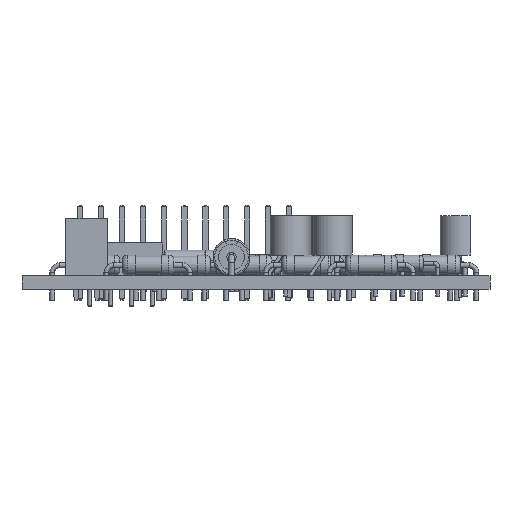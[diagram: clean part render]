
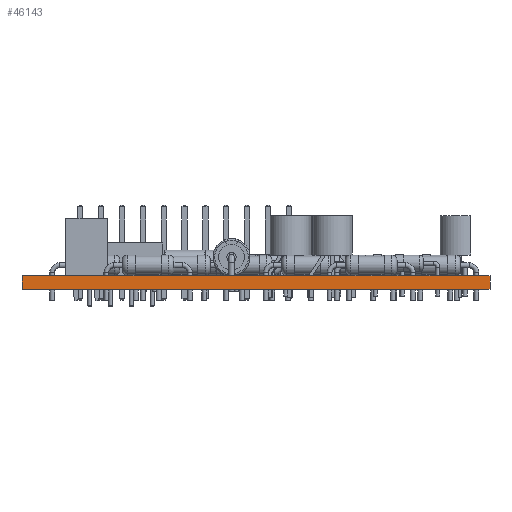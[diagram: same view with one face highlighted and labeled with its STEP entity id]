
A CAD part, left-side view. The second image highlights one B-rep face of the part: STEP entity #46143.
In plain terms, the highlighted planar face has unit normal (-1, 0, 0).
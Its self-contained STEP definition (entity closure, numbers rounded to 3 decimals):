
#39911 = PLANE('',#39912);
#39912 = AXIS2_PLACEMENT_3D('',#39913,#39914,#39915);
#39913 = CARTESIAN_POINT('',(-36.449,28.512,0.));
#39914 = DIRECTION('',(0.,1.,0.));
#39915 = DIRECTION('',(1.,0.,0.));
#39939 = PLANE('',#39940);
#39940 = AXIS2_PLACEMENT_3D('',#39941,#39942,#39943);
#39941 = CARTESIAN_POINT('',(-0.019,0.048,1.6)
  );
#39942 = DIRECTION('',(-0.,-0.,-1.));
#39943 = DIRECTION('',(-1.,0.,0.));
#39993 = PLANE('',#39994);
#39994 = AXIS2_PLACEMENT_3D('',#39995,#39996,#39997);
#39995 = CARTESIAN_POINT('',(-0.019,0.048,0.)
  );
#39996 = DIRECTION('',(-0.,-0.,-1.));
#39997 = DIRECTION('',(-1.,0.,0.));
#40008 = EDGE_CURVE('',#40009,#40011,#40013,.T.);
#40009 = VERTEX_POINT('',#40010);
#40010 = CARTESIAN_POINT('',(-36.449,28.512,0.));
#40011 = VERTEX_POINT('',#40012);
#40012 = CARTESIAN_POINT('',(-36.449,28.512,1.6));
#40013 = SURFACE_CURVE('',#40014,(#40018,#40025),.PCURVE_S1.);
#40014 = LINE('',#40015,#40016);
#40015 = CARTESIAN_POINT('',(-36.449,28.512,0.));
#40016 = VECTOR('',#40017,1.);
#40017 = DIRECTION('',(0.,0.,1.));
#40018 = PCURVE('',#39911,#40019);
#40019 = DEFINITIONAL_REPRESENTATION('',(#40020),#40024);
#40020 = LINE('',#40021,#40022);
#40021 = CARTESIAN_POINT('',(0.,0.));
#40022 = VECTOR('',#40023,1.);
#40023 = DIRECTION('',(0.,-1.));
#40024 = ( GEOMETRIC_REPRESENTATION_CONTEXT(2) 
PARAMETRIC_REPRESENTATION_CONTEXT() REPRESENTATION_CONTEXT('2D SPACE',''
  ) );
#40025 = PCURVE('',#40026,#40031);
#40026 = PLANE('',#40027);
#40027 = AXIS2_PLACEMENT_3D('',#40028,#40029,#40030);
#40028 = CARTESIAN_POINT('',(-36.449,-28.512,0.));
#40029 = DIRECTION('',(-1.,0.,0.));
#40030 = DIRECTION('',(0.,1.,0.));
#40031 = DEFINITIONAL_REPRESENTATION('',(#40032),#40036);
#40032 = LINE('',#40033,#40034);
#40033 = CARTESIAN_POINT('',(57.023,0.));
#40034 = VECTOR('',#40035,1.);
#40035 = DIRECTION('',(0.,-1.));
#40036 = ( GEOMETRIC_REPRESENTATION_CONTEXT(2) 
PARAMETRIC_REPRESENTATION_CONTEXT() REPRESENTATION_CONTEXT('2D SPACE',''
  ) );
#40214 = VERTEX_POINT('',#40215);
#40215 = CARTESIAN_POINT('',(-36.449,-28.512,0.));
#40229 = PLANE('',#40230);
#40230 = AXIS2_PLACEMENT_3D('',#40231,#40232,#40233);
#40231 = CARTESIAN_POINT('',(-35.56,-28.385,0.));
#40232 = DIRECTION('',(0.141,-0.99,0.));
#40233 = DIRECTION('',(-0.99,-0.141,0.));
#40241 = EDGE_CURVE('',#40214,#40009,#40242,.T.);
#40242 = SURFACE_CURVE('',#40243,(#40247,#40254),.PCURVE_S1.);
#40243 = LINE('',#40244,#40245);
#40244 = CARTESIAN_POINT('',(-36.449,-28.512,0.));
#40245 = VECTOR('',#40246,1.);
#40246 = DIRECTION('',(0.,1.,0.));
#40247 = PCURVE('',#39993,#40248);
#40248 = DEFINITIONAL_REPRESENTATION('',(#40249),#40253);
#40249 = LINE('',#40250,#40251);
#40250 = CARTESIAN_POINT('',(36.43,-28.56));
#40251 = VECTOR('',#40252,1.);
#40252 = DIRECTION('',(0.,1.));
#40253 = ( GEOMETRIC_REPRESENTATION_CONTEXT(2) 
PARAMETRIC_REPRESENTATION_CONTEXT() REPRESENTATION_CONTEXT('2D SPACE',''
  ) );
#40254 = PCURVE('',#40026,#40255);
#40255 = DEFINITIONAL_REPRESENTATION('',(#40256),#40260);
#40256 = LINE('',#40257,#40258);
#40257 = CARTESIAN_POINT('',(0.,0.));
#40258 = VECTOR('',#40259,1.);
#40259 = DIRECTION('',(1.,0.));
#40260 = ( GEOMETRIC_REPRESENTATION_CONTEXT(2) 
PARAMETRIC_REPRESENTATION_CONTEXT() REPRESENTATION_CONTEXT('2D SPACE',''
  ) );
#43430 = VERTEX_POINT('',#43431);
#43431 = CARTESIAN_POINT('',(-36.449,-28.512,1.6));
#43452 = EDGE_CURVE('',#43430,#40011,#43453,.T.);
#43453 = SURFACE_CURVE('',#43454,(#43458,#43465),.PCURVE_S1.);
#43454 = LINE('',#43455,#43456);
#43455 = CARTESIAN_POINT('',(-36.449,-28.512,1.6));
#43456 = VECTOR('',#43457,1.);
#43457 = DIRECTION('',(0.,1.,0.));
#43458 = PCURVE('',#39939,#43459);
#43459 = DEFINITIONAL_REPRESENTATION('',(#43460),#43464);
#43460 = LINE('',#43461,#43462);
#43461 = CARTESIAN_POINT('',(36.43,-28.56));
#43462 = VECTOR('',#43463,1.);
#43463 = DIRECTION('',(0.,1.));
#43464 = ( GEOMETRIC_REPRESENTATION_CONTEXT(2) 
PARAMETRIC_REPRESENTATION_CONTEXT() REPRESENTATION_CONTEXT('2D SPACE',''
  ) );
#43465 = PCURVE('',#40026,#43466);
#43466 = DEFINITIONAL_REPRESENTATION('',(#43467),#43471);
#43467 = LINE('',#43468,#43469);
#43468 = CARTESIAN_POINT('',(0.,-1.6));
#43469 = VECTOR('',#43470,1.);
#43470 = DIRECTION('',(1.,0.));
#43471 = ( GEOMETRIC_REPRESENTATION_CONTEXT(2) 
PARAMETRIC_REPRESENTATION_CONTEXT() REPRESENTATION_CONTEXT('2D SPACE',''
  ) );
#46143 = ADVANCED_FACE('',(#46144),#40026,.T.);
#46144 = FACE_BOUND('',#46145,.T.);
#46145 = EDGE_LOOP('',(#46146,#46167,#46168,#46169));
#46146 = ORIENTED_EDGE('',*,*,#46147,.T.);
#46147 = EDGE_CURVE('',#40214,#43430,#46148,.T.);
#46148 = SURFACE_CURVE('',#46149,(#46153,#46160),.PCURVE_S1.);
#46149 = LINE('',#46150,#46151);
#46150 = CARTESIAN_POINT('',(-36.449,-28.512,0.));
#46151 = VECTOR('',#46152,1.);
#46152 = DIRECTION('',(0.,0.,1.));
#46153 = PCURVE('',#40026,#46154);
#46154 = DEFINITIONAL_REPRESENTATION('',(#46155),#46159);
#46155 = LINE('',#46156,#46157);
#46156 = CARTESIAN_POINT('',(0.,0.));
#46157 = VECTOR('',#46158,1.);
#46158 = DIRECTION('',(0.,-1.));
#46159 = ( GEOMETRIC_REPRESENTATION_CONTEXT(2) 
PARAMETRIC_REPRESENTATION_CONTEXT() REPRESENTATION_CONTEXT('2D SPACE',''
  ) );
#46160 = PCURVE('',#40229,#46161);
#46161 = DEFINITIONAL_REPRESENTATION('',(#46162),#46166);
#46162 = LINE('',#46163,#46164);
#46163 = CARTESIAN_POINT('',(0.898,0.));
#46164 = VECTOR('',#46165,1.);
#46165 = DIRECTION('',(0.,-1.));
#46166 = ( GEOMETRIC_REPRESENTATION_CONTEXT(2) 
PARAMETRIC_REPRESENTATION_CONTEXT() REPRESENTATION_CONTEXT('2D SPACE',''
  ) );
#46167 = ORIENTED_EDGE('',*,*,#43452,.T.);
#46168 = ORIENTED_EDGE('',*,*,#40008,.F.);
#46169 = ORIENTED_EDGE('',*,*,#40241,.F.);
